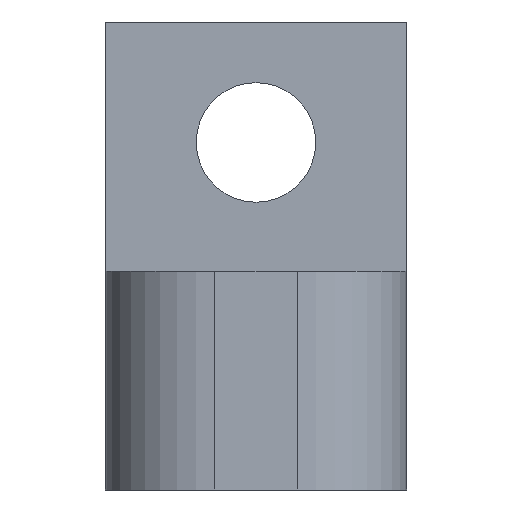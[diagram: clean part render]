
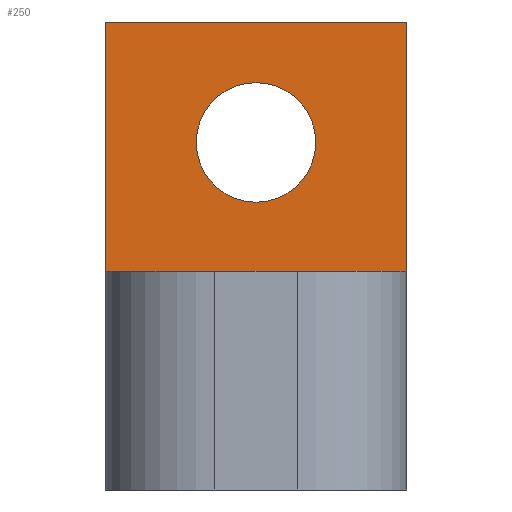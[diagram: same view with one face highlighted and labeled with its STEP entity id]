
A CAD part, front view. The second image highlights one B-rep face of the part: STEP entity #250.
In plain terms, the highlighted planar face has unit normal (0, -1, 0).
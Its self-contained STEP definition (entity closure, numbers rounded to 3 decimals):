
#33 = VERTEX_POINT('',#34);
#34 = CARTESIAN_POINT('',(5.5,-4.,-4.7));
#40 = EDGE_CURVE('',#33,#41,#43,.T.);
#41 = VERTEX_POINT('',#42);
#42 = CARTESIAN_POINT('',(-5.5,-4.,-4.7));
#43 = LINE('',#44,#45);
#44 = CARTESIAN_POINT('',(-5.5,-4.,-4.7));
#45 = VECTOR('',#46,1.);
#46 = DIRECTION('',(-1.,-0.,0.));
#250 = ADVANCED_FACE('',(#251,#276),#287,.F.);
#251 = FACE_BOUND('',#252,.F.);
#252 = EDGE_LOOP('',(#253,#254,#262,#270));
#253 = ORIENTED_EDGE('',*,*,#40,.T.);
#254 = ORIENTED_EDGE('',*,*,#255,.T.);
#255 = EDGE_CURVE('',#41,#256,#258,.T.);
#256 = VERTEX_POINT('',#257);
#257 = CARTESIAN_POINT('',(-5.5,-4.,4.4));
#258 = LINE('',#259,#260);
#259 = CARTESIAN_POINT('',(-5.5,-4.,-12.7));
#260 = VECTOR('',#261,1.);
#261 = DIRECTION('',(0.,0.,1.));
#262 = ORIENTED_EDGE('',*,*,#263,.T.);
#263 = EDGE_CURVE('',#256,#264,#266,.T.);
#264 = VERTEX_POINT('',#265);
#265 = CARTESIAN_POINT('',(5.5,-4.,4.4));
#266 = LINE('',#267,#268);
#267 = CARTESIAN_POINT('',(-5.5,-4.,4.4));
#268 = VECTOR('',#269,1.);
#269 = DIRECTION('',(1.,0.,-0.));
#270 = ORIENTED_EDGE('',*,*,#271,.F.);
#271 = EDGE_CURVE('',#33,#264,#272,.T.);
#272 = LINE('',#273,#274);
#273 = CARTESIAN_POINT('',(5.5,-4.,-12.7));
#274 = VECTOR('',#275,1.);
#275 = DIRECTION('',(0.,0.,1.));
#276 = FACE_BOUND('',#277,.F.);
#277 = EDGE_LOOP('',(#278));
#278 = ORIENTED_EDGE('',*,*,#279,.T.);
#279 = EDGE_CURVE('',#280,#280,#282,.T.);
#280 = VERTEX_POINT('',#281);
#281 = CARTESIAN_POINT('',(0.,-4.,-2.184));
#282 = CIRCLE('',#283,2.184);
#283 = AXIS2_PLACEMENT_3D('',#284,#285,#286);
#284 = CARTESIAN_POINT('',(0.,-4.,0.));
#285 = DIRECTION('',(0.,-1.,0.));
#286 = DIRECTION('',(0.,-0.,-1.));
#287 = PLANE('',#288);
#288 = AXIS2_PLACEMENT_3D('',#289,#290,#291);
#289 = CARTESIAN_POINT('',(-5.5,-4.,-12.7));
#290 = DIRECTION('',(-0.,1.,0.));
#291 = DIRECTION('',(0.,0.,1.));
